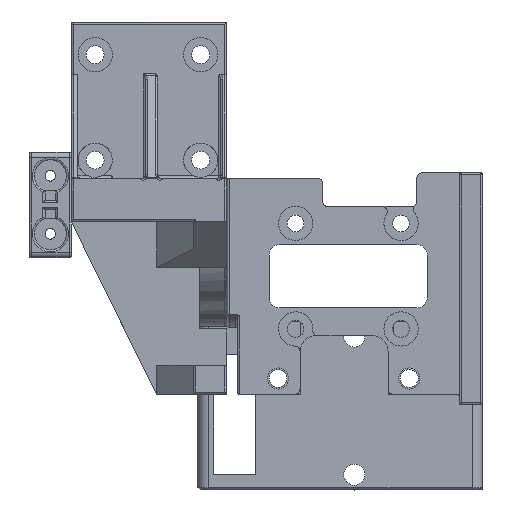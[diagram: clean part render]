
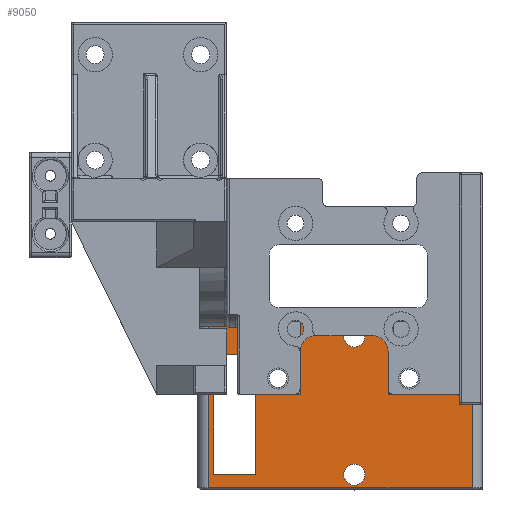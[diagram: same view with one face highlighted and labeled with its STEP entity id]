
A CAD part, front view. The second image highlights one B-rep face of the part: STEP entity #9050.
In plain terms, the highlighted planar face has unit normal (0, -1, 0).
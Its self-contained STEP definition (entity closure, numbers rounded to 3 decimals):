
#167=FACE_BOUND('',#2103,.T.);
#168=FACE_BOUND('',#2104,.T.);
#169=FACE_BOUND('',#2105,.T.);
#801=CIRCLE('',#9948,2.);
#802=CIRCLE('',#9949,2.);
#1088=PLANE('',#9947);
#1510=FACE_OUTER_BOUND('',#2102,.T.);
#2102=EDGE_LOOP('',(#7841,#7842,#7843,#7844,#7845,#7846,#7847,#7848));
#2103=EDGE_LOOP('',(#7849,#7850,#7851,#7852,#7853,#7854,#7855,#7856));
#2104=EDGE_LOOP('',(#7857));
#2105=EDGE_LOOP('',(#7858));
#2735=LINE('',#17191,#3407);
#2739=LINE('',#17202,#3411);
#2775=LINE('',#17309,#3447);
#2782=LINE('',#17332,#3454);
#2783=LINE('',#17335,#3455);
#2784=LINE('',#17337,#3456);
#2785=LINE('',#17339,#3457);
#2786=LINE('',#17340,#3458);
#2787=LINE('',#17343,#3459);
#2788=LINE('',#17345,#3460);
#2789=LINE('',#17347,#3461);
#2790=LINE('',#17349,#3462);
#2791=LINE('',#17351,#3463);
#2792=LINE('',#17353,#3464);
#2793=LINE('',#17355,#3465);
#2794=LINE('',#17356,#3466);
#3407=VECTOR('',#12058,10.);
#3411=VECTOR('',#12068,10.);
#3447=VECTOR('',#12160,10.);
#3454=VECTOR('',#12195,10.);
#3455=VECTOR('',#12198,10.);
#3456=VECTOR('',#12199,10.);
#3457=VECTOR('',#12200,10.);
#3458=VECTOR('',#12201,10.);
#3459=VECTOR('',#12202,10.);
#3460=VECTOR('',#12203,10.);
#3461=VECTOR('',#12204,10.);
#3462=VECTOR('',#12205,10.);
#3463=VECTOR('',#12206,10.);
#3464=VECTOR('',#12207,10.);
#3465=VECTOR('',#12208,10.);
#3466=VECTOR('',#12209,10.);
#4342=VERTEX_POINT('',#17172);
#4344=VERTEX_POINT('',#17187);
#4348=VERTEX_POINT('',#17201);
#4390=VERTEX_POINT('',#17303);
#4391=VERTEX_POINT('',#17307);
#4394=VERTEX_POINT('',#17334);
#4395=VERTEX_POINT('',#17336);
#4396=VERTEX_POINT('',#17338);
#4397=VERTEX_POINT('',#17341);
#4398=VERTEX_POINT('',#17342);
#4399=VERTEX_POINT('',#17344);
#4400=VERTEX_POINT('',#17346);
#4401=VERTEX_POINT('',#17348);
#4402=VERTEX_POINT('',#17350);
#4403=VERTEX_POINT('',#17352);
#4404=VERTEX_POINT('',#17354);
#4405=VERTEX_POINT('',#17357);
#4406=VERTEX_POINT('',#17359);
#5510=EDGE_CURVE('',#4344,#4342,#2735,.T.);
#5515=EDGE_CURVE('',#4348,#4342,#2739,.T.);
#5571=EDGE_CURVE('',#4391,#4390,#2775,.T.);
#5583=EDGE_CURVE('',#4390,#4344,#2782,.T.);
#5584=EDGE_CURVE('',#4394,#4391,#2783,.T.);
#5585=EDGE_CURVE('',#4395,#4394,#2784,.T.);
#5586=EDGE_CURVE('',#4396,#4395,#2785,.T.);
#5587=EDGE_CURVE('',#4348,#4396,#2786,.T.);
#5588=EDGE_CURVE('',#4397,#4398,#2787,.T.);
#5589=EDGE_CURVE('',#4398,#4399,#2788,.T.);
#5590=EDGE_CURVE('',#4399,#4400,#2789,.T.);
#5591=EDGE_CURVE('',#4400,#4401,#2790,.T.);
#5592=EDGE_CURVE('',#4401,#4402,#2791,.T.);
#5593=EDGE_CURVE('',#4402,#4403,#2792,.T.);
#5594=EDGE_CURVE('',#4403,#4404,#2793,.T.);
#5595=EDGE_CURVE('',#4404,#4397,#2794,.T.);
#5596=EDGE_CURVE('',#4405,#4405,#801,.T.);
#5597=EDGE_CURVE('',#4406,#4406,#802,.T.);
#7841=ORIENTED_EDGE('',*,*,#5510,.F.);
#7842=ORIENTED_EDGE('',*,*,#5583,.F.);
#7843=ORIENTED_EDGE('',*,*,#5571,.F.);
#7844=ORIENTED_EDGE('',*,*,#5584,.F.);
#7845=ORIENTED_EDGE('',*,*,#5585,.F.);
#7846=ORIENTED_EDGE('',*,*,#5586,.F.);
#7847=ORIENTED_EDGE('',*,*,#5587,.F.);
#7848=ORIENTED_EDGE('',*,*,#5515,.T.);
#7849=ORIENTED_EDGE('',*,*,#5588,.T.);
#7850=ORIENTED_EDGE('',*,*,#5589,.T.);
#7851=ORIENTED_EDGE('',*,*,#5590,.T.);
#7852=ORIENTED_EDGE('',*,*,#5591,.T.);
#7853=ORIENTED_EDGE('',*,*,#5592,.T.);
#7854=ORIENTED_EDGE('',*,*,#5593,.T.);
#7855=ORIENTED_EDGE('',*,*,#5594,.T.);
#7856=ORIENTED_EDGE('',*,*,#5595,.T.);
#7857=ORIENTED_EDGE('',*,*,#5596,.T.);
#7858=ORIENTED_EDGE('',*,*,#5597,.T.);
#9050=ADVANCED_FACE('',(#1510,#167,#168,#169),#1088,.T.);
#9947=AXIS2_PLACEMENT_3D('',#17333,#12196,#12197);
#9948=AXIS2_PLACEMENT_3D('',#17358,#12210,#12211);
#9949=AXIS2_PLACEMENT_3D('',#17360,#12212,#12213);
#12058=DIRECTION('',(1.,0.,0.));
#12068=DIRECTION('',(0.,0.,1.));
#12160=DIRECTION('',(-1.,0.,0.));
#12195=DIRECTION('',(0.,0.,1.));
#12196=DIRECTION('center_axis',(0.,-1.,0.));
#12197=DIRECTION('ref_axis',(0.,0.,-1.));
#12198=DIRECTION('',(0.,0.,-1.));
#12199=DIRECTION('',(1.,0.,0.));
#12200=DIRECTION('',(0.,0.,-1.));
#12201=DIRECTION('',(-1.,0.,0.));
#12202=DIRECTION('',(1.,0.,0.));
#12203=DIRECTION('',(0.,0.,-1.));
#12204=DIRECTION('',(-1.,0.,0.));
#12205=DIRECTION('',(0.,0.,-1.));
#12206=DIRECTION('',(-1.,0.,0.));
#12207=DIRECTION('',(0.,0.,1.));
#12208=DIRECTION('',(1.,0.,0.));
#12209=DIRECTION('',(0.,0.,-1.));
#12210=DIRECTION('center_axis',(0.,1.,0.));
#12211=DIRECTION('ref_axis',(0.,0.,1.));
#12212=DIRECTION('center_axis',(0.,1.,0.));
#12213=DIRECTION('ref_axis',(0.,0.,1.));
#17172=CARTESIAN_POINT('',(63.471,36.854,-90.944));
#17187=CARTESIAN_POINT('',(11.471,36.854,-90.944));
#17191=CARTESIAN_POINT('',(49.971,36.854,-90.944));
#17201=CARTESIAN_POINT('',(63.471,36.854,-98.4));
#17202=CARTESIAN_POINT('',(63.471,36.854,-90.544));
#17303=CARTESIAN_POINT('',(11.471,36.854,-122.144));
#17307=CARTESIAN_POINT('',(61.471,36.854,-122.144));
#17309=CARTESIAN_POINT('',(22.971,36.854,-122.144));
#17332=CARTESIAN_POINT('',(11.471,36.854,-98.544));
#17333=CARTESIAN_POINT('Origin',(36.471,36.854,-106.544));
#17334=CARTESIAN_POINT('',(61.471,36.854,-104.391));
#17335=CARTESIAN_POINT('',(61.471,36.854,-105.468));
#17336=CARTESIAN_POINT('',(45.521,36.854,-104.391));
#17337=CARTESIAN_POINT('',(40.996,36.854,-104.391));
#17338=CARTESIAN_POINT('',(45.521,36.854,-98.4));
#17339=CARTESIAN_POINT('',(45.521,36.854,-102.472));
#17340=CARTESIAN_POINT('',(49.971,36.854,-98.4));
#17341=CARTESIAN_POINT('',(20.471,36.854,-98.4));
#17342=CARTESIAN_POINT('',(28.821,36.854,-98.4));
#17343=CARTESIAN_POINT('',(32.646,36.854,-98.4));
#17344=CARTESIAN_POINT('',(28.821,36.854,-104.391));
#17345=CARTESIAN_POINT('',(28.821,36.854,-105.468));
#17346=CARTESIAN_POINT('',(20.471,36.854,-104.391));
#17347=CARTESIAN_POINT('',(28.471,36.854,-104.391));
#17348=CARTESIAN_POINT('',(20.471,36.854,-119.544));
#17349=CARTESIAN_POINT('',(20.471,36.854,-119.544));
#17350=CARTESIAN_POINT('',(12.471,36.854,-119.544));
#17351=CARTESIAN_POINT('',(12.471,36.854,-119.544));
#17352=CARTESIAN_POINT('',(12.471,36.854,-96.894));
#17353=CARTESIAN_POINT('',(12.471,36.854,-96.894));
#17354=CARTESIAN_POINT('',(20.471,36.854,-96.894));
#17355=CARTESIAN_POINT('',(20.471,36.854,-96.894));
#17356=CARTESIAN_POINT('',(20.471,36.854,-119.544));
#17357=CARTESIAN_POINT('',(37.121,36.854,-93.444));
#17358=CARTESIAN_POINT('Origin',(39.121,36.854,-93.444));
#17359=CARTESIAN_POINT('',(37.121,36.854,-119.644));
#17360=CARTESIAN_POINT('Origin',(39.121,36.854,-119.644));
